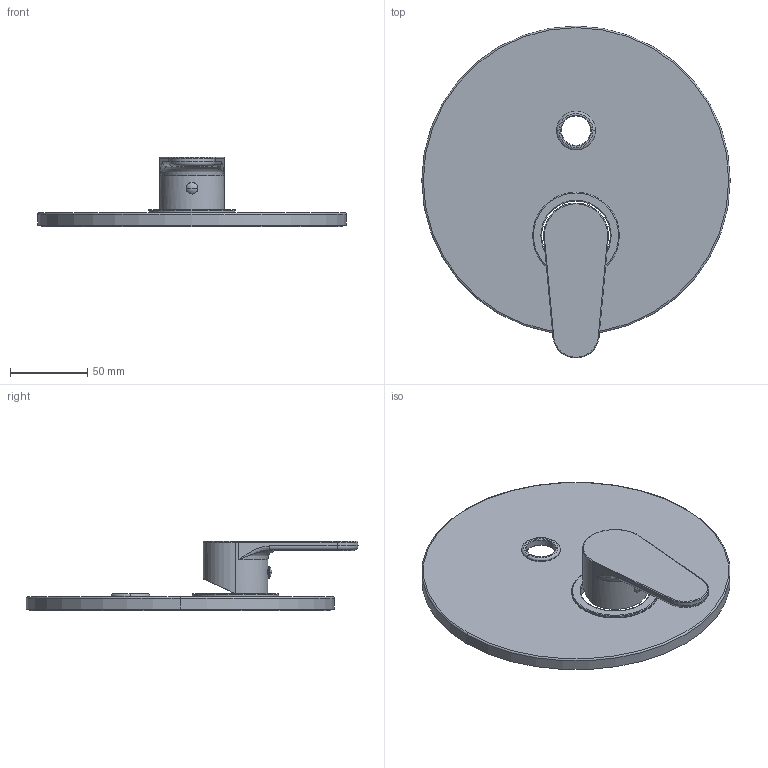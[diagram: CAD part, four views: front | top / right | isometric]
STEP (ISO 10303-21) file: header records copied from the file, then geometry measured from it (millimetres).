
FILE_DESCRIPTION((''),'2;1');
FILE_NAME('GR015CREST','2021-11-04T10:17:26',('ut3'),('PAFFONI SpA'),'CREO PARAMETRIC BY PTC INC, 2020044','CREO PARAMETRIC BY PTC INC, 2020044','');
FILE_SCHEMA(('CONFIG_CONTROL_DESIGN','SHAPE_APPEARANCE_LAYERS_GROUPS'));
Length unit declared in the file: millimetre
Products named in the file (1): GR015CREST
Bounding box: 200 x 215.24 x 45 mm (x, y, z)
Volume: 168684.8 mm3; surface area: 96950.8 mm2
Topology: 2 solids, 2 shells, 157 faces, 368 edges, 225 vertices
Faces by surface type: plane 59, cylinder 53, torus 28, cone 13, sphere 2, bspline 2
Entity records: 6116 total; most frequent: CARTESIAN_POINT 1297, DIRECTION 803, ORIENTED_EDGE 732, EDGE_CURVE 366, AXIS2_PLACEMENT_3D 317, VERTEX_POINT 225, EDGE_LOOP 181, VECTOR 169
